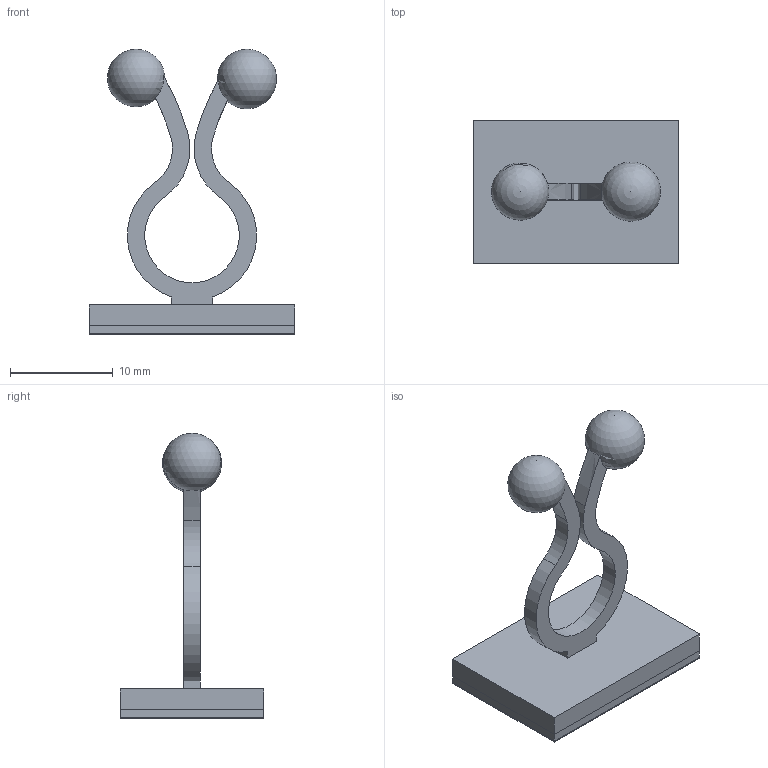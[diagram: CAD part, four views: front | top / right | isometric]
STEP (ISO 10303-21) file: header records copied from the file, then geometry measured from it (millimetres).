
FILE_DESCRIPTION(/* description */ ('Unknown'),/* implementation_level */ '2;1');
FILE_NAME(/* name */ '520204000',/* time_stamp */ '2019-01-15T07:54:15+01:00',/* author */ ('Unknown'),/* organization */ ('Unknown'),/* preprocessor_version */ 'ST-DEVELOPER v16.7',/* originating_system */ 'DEX',/* authorisation */ $);
FILE_SCHEMA (('AUTOMOTIVE_DESIGN {1 0 10303 214 3 1 1}'));
Length unit declared in the file: millimetre
Products named in the file (4): 520204000; Driller; self-adehsive_base; release_tape
Assembly tree (3 placements, depth 2):
  520204000
    Driller
    self-adehsive_base
    release_tape
Bounding box: 20 x 14 x 27.8 mm (x, y, z)
Volume: 1142.7 mm3; surface area: 2392.8 mm2
Topology: 3 solids, 3 shells, 35 faces, 90 edges, 60 vertices
Faces by surface type: plane 22, cylinder 11, sphere 2
Entity records: 1131 total; most frequent: CARTESIAN_POINT 191, DIRECTION 184, ORIENTED_EDGE 168, EDGE_CURVE 84, AXIS2_PLACEMENT_3D 65, VERTEX_POINT 56, LINE 54, VECTOR 54
